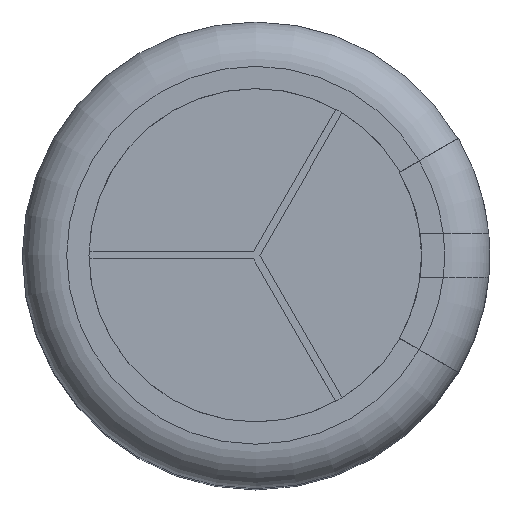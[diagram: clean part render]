
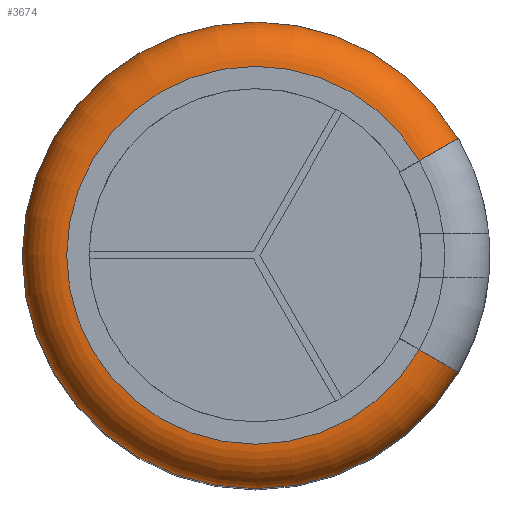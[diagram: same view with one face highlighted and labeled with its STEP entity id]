
A CAD part, top view. The second image highlights one B-rep face of the part: STEP entity #3674.
In plain terms, the highlighted toroidal (fillet/blend) face has major radius 2.55 mm and minor radius 0.6 mm.
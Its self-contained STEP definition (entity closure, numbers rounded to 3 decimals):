
#138 = EDGE_CURVE ( 'NONE', #3735, #9183, #9124, .T. ) ;
#210 = DIRECTION ( 'NONE',  ( -0.866, 0.5, 0. ) ) ;
#1194 = AXIS2_PLACEMENT_3D ( 'NONE', #3711, #3569, #8470 ) ;
#1382 = EDGE_LOOP ( 'NONE', ( #14536, #2145, #7840, #6194 ) ) ;
#1445 = CARTESIAN_POINT ( 'NONE',  ( 0., 0., -0.6 ) ) ;
#1726 = CARTESIAN_POINT ( 'NONE',  ( 2.728, -1.575, -0.6 ) ) ;
#1904 = CARTESIAN_POINT ( 'NONE',  ( 2.728, 1.575, -0.6 ) ) ;
#2145 = ORIENTED_EDGE ( 'NONE', *, *, #10897, .T. ) ;
#2326 = CIRCLE ( 'NONE', #11008, 0.6 ) ;
#2589 = CIRCLE ( 'NONE', #4049, 3.15 ) ;
#2745 = DIRECTION ( 'NONE',  ( 0., 0., 1. ) ) ;
#2754 = CARTESIAN_POINT ( 'NONE',  ( 2.208, -1.275, -0.6 ) ) ;
#3437 = EDGE_CURVE ( 'NONE', #4372, #3735, #2326, .T. ) ;
#3569 = DIRECTION ( 'NONE',  ( 0., 0., 1. ) ) ;
#3577 = DIRECTION ( 'NONE',  ( 1., 0., 0. ) ) ;
#3674 = ADVANCED_FACE ( 'NONE', ( #9731 ), #8252, .T. ) ;
#3711 = CARTESIAN_POINT ( 'NONE',  ( 0., 0., 0. ) ) ;
#3735 = VERTEX_POINT ( 'NONE', #6460 ) ;
#3742 = CIRCLE ( 'NONE', #14705, 0.6 ) ;
#3813 = DIRECTION ( 'NONE',  ( 0.5, -0.866, 0. ) ) ;
#4049 = AXIS2_PLACEMENT_3D ( 'NONE', #1445, #2745, #4939 ) ;
#4372 = VERTEX_POINT ( 'NONE', #1904 ) ;
#4939 = DIRECTION ( 'NONE',  ( 1., 0., 0. ) ) ;
#6143 = DIRECTION ( 'NONE',  ( -0.5, -0.866, 0. ) ) ;
#6173 = CARTESIAN_POINT ( 'NONE',  ( 0., 0., -0.6 ) ) ;
#6194 = ORIENTED_EDGE ( 'NONE', *, *, #138, .F. ) ;
#6460 = CARTESIAN_POINT ( 'NONE',  ( 2.208, 1.275, 0. ) ) ;
#7840 = ORIENTED_EDGE ( 'NONE', *, *, #8302, .T. ) ;
#8252 = TOROIDAL_SURFACE ( 'NONE', #10733, 2.55, 0.6 ) ;
#8271 = CARTESIAN_POINT ( 'NONE',  ( 2.208, -1.275, 0. ) ) ;
#8302 = EDGE_CURVE ( 'NONE', #11183, #9183, #3742, .T. ) ;
#8470 = DIRECTION ( 'NONE',  ( 1., 0., 0. ) ) ;
#9124 = CIRCLE ( 'NONE', #1194, 2.55 ) ;
#9183 = VERTEX_POINT ( 'NONE', #8271 ) ;
#9731 = FACE_OUTER_BOUND ( 'NONE', #1382, .T. ) ;
#10733 = AXIS2_PLACEMENT_3D ( 'NONE', #6173, #14254, #3577 ) ;
#10897 = EDGE_CURVE ( 'NONE', #4372, #11183, #2589, .T. ) ;
#11008 = AXIS2_PLACEMENT_3D ( 'NONE', #14423, #3813, #12165 ) ;
#11183 = VERTEX_POINT ( 'NONE', #1726 ) ;
#12165 = DIRECTION ( 'NONE',  ( -0.866, -0.5, 0. ) ) ;
#14254 = DIRECTION ( 'NONE',  ( 0., 0., 1. ) ) ;
#14423 = CARTESIAN_POINT ( 'NONE',  ( 2.208, 1.275, -0.6 ) ) ;
#14536 = ORIENTED_EDGE ( 'NONE', *, *, #3437, .F. ) ;
#14705 = AXIS2_PLACEMENT_3D ( 'NONE', #2754, #6143, #210 ) ;
